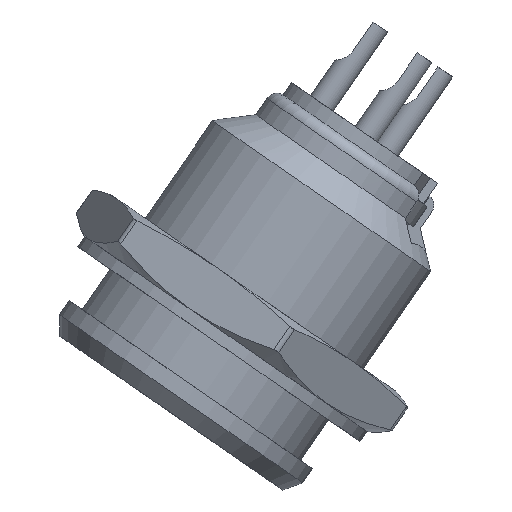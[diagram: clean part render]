
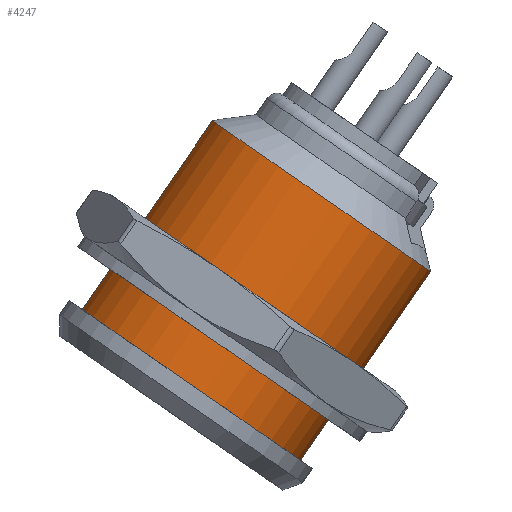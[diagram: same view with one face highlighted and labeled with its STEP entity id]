
A CAD part, left-side view. The second image highlights one B-rep face of the part: STEP entity #4247.
In plain terms, the highlighted cylindrical face has radius 5.4 mm (diameter 10.8 mm), a partial arc.
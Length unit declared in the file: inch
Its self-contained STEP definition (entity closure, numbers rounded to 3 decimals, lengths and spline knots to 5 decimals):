
#3734=CARTESIAN_POINT('',(0.09311,0.16542,0.48754));
#3735=VERTEX_POINT('',#3734);
#3736=CARTESIAN_POINT('',(0.09311,0.3734,0.1862));
#3737=VERTEX_POINT('',#3736);
#3738=CARTESIAN_POINT('',(0.09311,0.16542,0.48754));
#3739=DIRECTION('',(0.,0.568,-0.823));
#3740=VECTOR('',#3739,0.36614);
#3741=LINE('',#3738,#3740);
#3742=EDGE_CURVE('',#3735,#3737,#3741,.T.);
#3744=CARTESIAN_POINT('',(0.26316,0.12026,0.45637));
#3745=VERTEX_POINT('',#3744);
#3759=CARTESIAN_POINT('',(0.26316,0.32823,0.15503));
#3760=VERTEX_POINT('',#3759);
#3761=CARTESIAN_POINT('',(0.26316,0.32823,0.15503));
#3762=DIRECTION('',(0.,-0.568,0.823));
#3763=VECTOR('',#3762,0.36614);
#3764=LINE('',#3761,#3763);
#3765=EDGE_CURVE('',#3760,#3745,#3764,.T.);
#4214=CARTESIAN_POINT('',(0.11889,-0.00826,0.36768));
#4215=DIRECTION('',(0.,0.568,-0.823));
#4216=DIRECTION('',(0.307,0.783,0.541));
#4217=AXIS2_PLACEMENT_3D('',#4214,#4215,#4216);
#4218=CIRCLE('',#4217,0.2126);
#4219=EDGE_CURVE('',#3745,#3735,#4218,.T.);
#4230=CARTESIAN_POINT('',(0.11889,0.09573,0.217));
#4231=DIRECTION('',(0.,0.568,-0.823));
#4232=DIRECTION('',(0.307,0.783,0.541));
#4233=AXIS2_PLACEMENT_3D('',#4230,#4231,#4232);
#4234=CYLINDRICAL_SURFACE('',#4233,0.2126);
#4235=ORIENTED_EDGE('',*,*,#3742,.T.);
#4236=CARTESIAN_POINT('',(0.11889,0.19971,0.06633));
#4237=DIRECTION('',(0.,0.568,-0.823));
#4238=DIRECTION('',(0.307,0.783,0.541));
#4239=AXIS2_PLACEMENT_3D('',#4236,#4237,#4238);
#4240=CIRCLE('',#4239,0.2126);
#4241=EDGE_CURVE('',#3760,#3737,#4240,.T.);
#4242=ORIENTED_EDGE('',*,*,#4241,.F.);
#4243=ORIENTED_EDGE('',*,*,#3765,.T.);
#4244=ORIENTED_EDGE('',*,*,#4219,.T.);
#4245=EDGE_LOOP('',(#4235,#4242,#4243,#4244));
#4246=FACE_OUTER_BOUND('',#4245,.T.);
#4247=ADVANCED_FACE('',(#4246),#4234,.T.);
